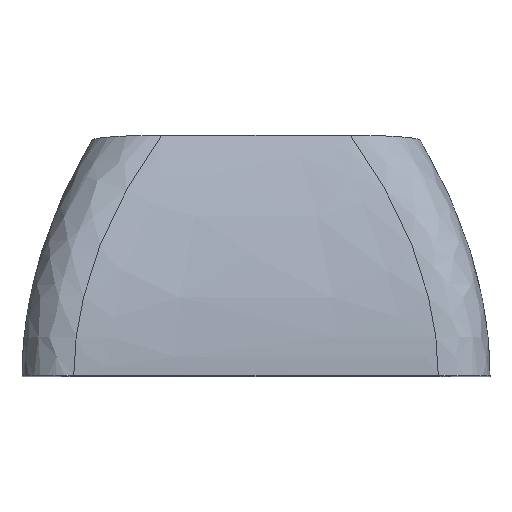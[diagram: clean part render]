
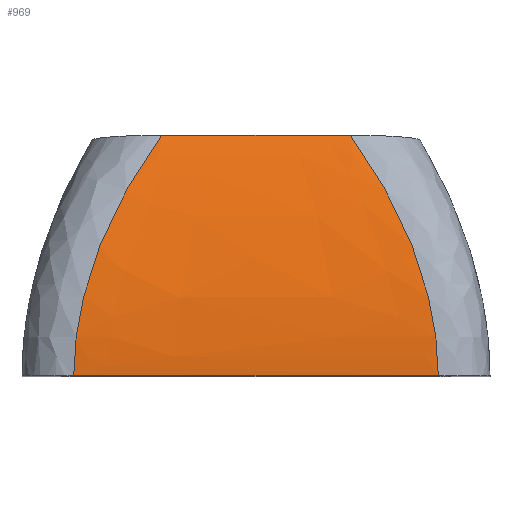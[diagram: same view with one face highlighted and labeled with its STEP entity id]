
A CAD part, top view. The second image highlights one B-rep face of the part: STEP entity #969.
In plain terms, the highlighted free-form (B-spline) face has degree [3, 3] with [4, 4] control points.
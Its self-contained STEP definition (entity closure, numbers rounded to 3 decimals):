
#45=B_SPLINE_SURFACE_WITH_KNOTS('',3,3,((#1986,#1987,#1988,#1989),(#1990,
#1991,#1992,#1993),(#1994,#1995,#1996,#1997),(#1998,#1999,#2000,#2001)),
 .UNSPECIFIED.,.F.,.F.,.F.,(4,4),(4,4),(0.,1.),(0.,1.),.UNSPECIFIED.);
#76=B_SPLINE_CURVE_WITH_KNOTS('',3,(#1850,#1851,#1852,#1853),
 .UNSPECIFIED.,.F.,.F.,(4,4),(0.,1.),.UNSPECIFIED.);
#82=B_SPLINE_CURVE_WITH_KNOTS('',3,(#1982,#1983,#1984,#1985),
 .UNSPECIFIED.,.F.,.F.,(4,4),(0.,1.),.UNSPECIFIED.);
#108=FACE_OUTER_BOUND('',#165,.T.);
#165=EDGE_LOOP('',(#759,#760,#761,#762));
#220=LINE('',#1808,#317);
#221=LINE('',#1814,#318);
#317=VECTOR('',#1115,10.);
#318=VECTOR('',#1120,10.);
#420=VERTEX_POINT('',#1793);
#427=VERTEX_POINT('',#1806);
#428=VERTEX_POINT('',#1810);
#430=VERTEX_POINT('',#1813);
#536=EDGE_CURVE('',#427,#420,#220,.T.);
#538=EDGE_CURVE('',#430,#428,#221,.T.);
#546=EDGE_CURVE('',#428,#420,#76,.T.);
#552=EDGE_CURVE('',#430,#427,#82,.T.);
#759=ORIENTED_EDGE('',*,*,#538,.T.);
#760=ORIENTED_EDGE('',*,*,#546,.T.);
#761=ORIENTED_EDGE('',*,*,#536,.F.);
#762=ORIENTED_EDGE('',*,*,#552,.F.);
#969=ADVANCED_FACE('',(#108),#45,.T.);
#1115=DIRECTION('',(-1.,0.,0.));
#1120=DIRECTION('',(-1.,0.,0.));
#1793=CARTESIAN_POINT('',(2.,0.,18.1));
#1806=CARTESIAN_POINT('',(16.1,0.,18.1));
#1808=CARTESIAN_POINT('',(16.1,0.,18.1));
#1810=CARTESIAN_POINT('',(5.4,9.309,15.363));
#1813=CARTESIAN_POINT('',(12.7,9.309,15.363));
#1814=CARTESIAN_POINT('',(12.7,9.309,15.363));
#1850=CARTESIAN_POINT('Ctrl Pts',(5.4,9.309,15.363));
#1851=CARTESIAN_POINT('Ctrl Pts',(3.133,6.206,17.188));
#1852=CARTESIAN_POINT('Ctrl Pts',(2.,2.956,18.1));
#1853=CARTESIAN_POINT('Ctrl Pts',(2.,0.,18.1));
#1982=CARTESIAN_POINT('Ctrl Pts',(12.7,9.309,15.363));
#1983=CARTESIAN_POINT('Ctrl Pts',(14.967,6.206,17.188));
#1984=CARTESIAN_POINT('Ctrl Pts',(16.1,2.956,18.1));
#1985=CARTESIAN_POINT('Ctrl Pts',(16.1,0.,18.1));
#1986=CARTESIAN_POINT('Ctrl Pts',(12.7,9.309,15.363));
#1987=CARTESIAN_POINT('Ctrl Pts',(14.967,6.206,17.188));
#1988=CARTESIAN_POINT('Ctrl Pts',(16.1,2.956,18.1));
#1989=CARTESIAN_POINT('Ctrl Pts',(16.1,0.,18.1));
#1990=CARTESIAN_POINT('Ctrl Pts',(11.286,9.309,15.363));
#1991=CARTESIAN_POINT('Ctrl Pts',(13.336,6.206,17.149));
#1992=CARTESIAN_POINT('Ctrl Pts',(15.053,2.956,18.1));
#1993=CARTESIAN_POINT('Ctrl Pts',(15.053,0.,
18.1));
#1994=CARTESIAN_POINT('Ctrl Pts',(6.814,9.309,15.363));
#1995=CARTESIAN_POINT('Ctrl Pts',(4.764,6.206,17.149));
#1996=CARTESIAN_POINT('Ctrl Pts',(3.047,2.956,18.1));
#1997=CARTESIAN_POINT('Ctrl Pts',(3.047,0.,
18.1));
#1998=CARTESIAN_POINT('Ctrl Pts',(5.4,9.309,15.363));
#1999=CARTESIAN_POINT('Ctrl Pts',(3.133,6.206,17.188));
#2000=CARTESIAN_POINT('Ctrl Pts',(2.,2.956,18.1));
#2001=CARTESIAN_POINT('Ctrl Pts',(2.,0.,18.1));
